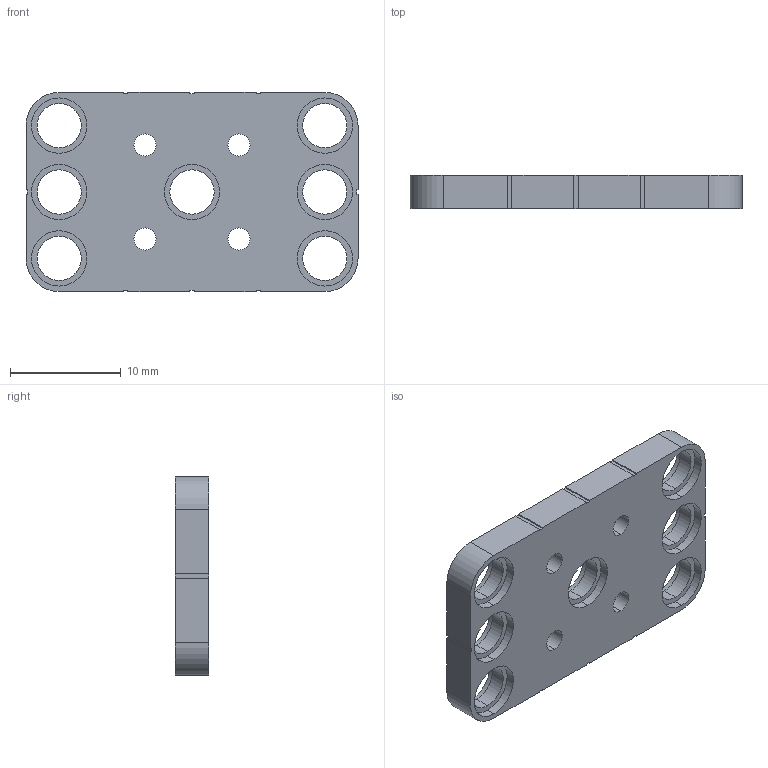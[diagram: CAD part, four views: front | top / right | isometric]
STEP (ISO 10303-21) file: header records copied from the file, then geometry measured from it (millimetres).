
FILE_DESCRIPTION (( 'STEP AP203' ), '1' );
FILE_NAME ('Darwin-mini_plate_cnvt_3x5_Défaut_sldprt.STEP', '2020-09-23T18:11:37', ( '' ), ( '' ), 'SwSTEP 2.0', 'SolidWorks 2019', '' );
FILE_SCHEMA (( 'CONFIG_CONTROL_DESIGN' ));
Length unit declared in the file: millimetre
Products named in the file (1): Darwin-mini_plate_cnvt_3x5_Défaut_sldprt
Bounding box: 30 x 3 x 18 mm (x, y, z)
Volume: 1041.5 mm3; surface area: 1632.3 mm2
Topology: 1 solids, 1 shells, 146 faces, 366 edges, 244 vertices
Faces by surface type: cylinder 82, plane 64
Entity records: 4563 total; most frequent: DIRECTION 832, CARTESIAN_POINT 757, ORIENTED_EDGE 732, EDGE_CURVE 366, AXIS2_PLACEMENT_3D 319, VERTEX_POINT 244, LINE 194, VECTOR 194
